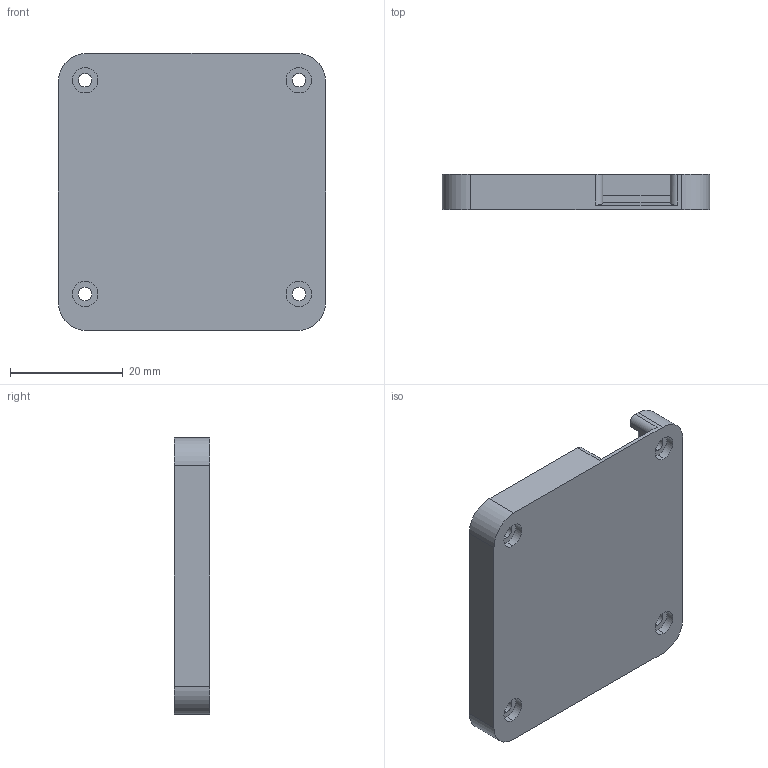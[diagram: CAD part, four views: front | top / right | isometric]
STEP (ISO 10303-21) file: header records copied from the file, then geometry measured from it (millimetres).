
FILE_DESCRIPTION (( 'STEP AP214' ), '1' );
FILE_NAME ('Rock-Pi-S-Base-V13.STEP', '2021-09-25T22:40:38', ( '' ), ( '' ), '', '', '' );
FILE_SCHEMA (( 'AUTOMOTIVE_DESIGN' ));
Length unit declared in the file: millimetre
Products named in the file (1): Rock-Pi-S-Base-V13
Bounding box: 47.5 x 6.25 x 49.25 mm (x, y, z)
Volume: 6130.1 mm3; surface area: 6591.4 mm2
Topology: 1 solids, 1 shells, 79 faces, 211 edges, 138 vertices
Faces by surface type: cylinder 38, plane 36, torus 5
Entity records: 2537 total; most frequent: DIRECTION 447, CARTESIAN_POINT 445, ORIENTED_EDGE 422, EDGE_CURVE 211, AXIS2_PLACEMENT_3D 160, VERTEX_POINT 138, LINE 127, VECTOR 127
